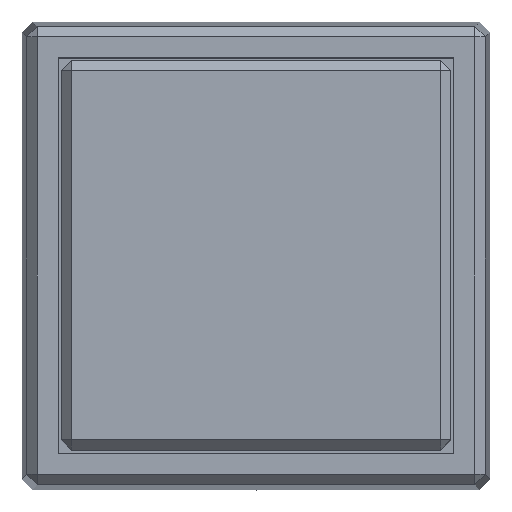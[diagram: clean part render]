
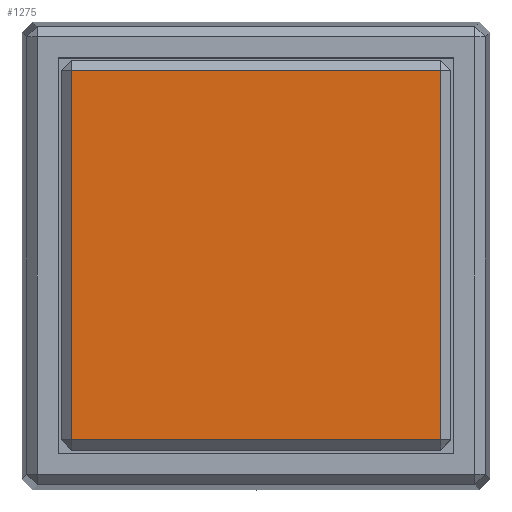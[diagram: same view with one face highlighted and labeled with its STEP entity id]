
A CAD part, top view. The second image highlights one B-rep face of the part: STEP entity #1275.
In plain terms, the highlighted planar face has unit normal (0, 0, 1).
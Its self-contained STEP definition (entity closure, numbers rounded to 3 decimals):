
#3 = EDGE_CURVE ( 'NONE', #3493, #3380, #3599, .T. ) ;
#56 = LINE ( 'NONE', #1244, #2612 ) ;
#212 = CARTESIAN_POINT ( 'NONE',  ( -3.55, 3.55, 9. ) ) ;
#343 = DIRECTION ( 'NONE',  ( 1., 0., 0. ) ) ;
#347 = VECTOR ( 'NONE', #3201, 1000. ) ;
#555 = EDGE_CURVE ( 'NONE', #2481, #3143, #876, .T. ) ;
#634 = PLANE ( 'NONE',  #2098 ) ;
#640 = EDGE_LOOP ( 'NONE', ( #3487, #3463, #3341, #3281 ) ) ;
#876 = LINE ( 'NONE', #2021, #347 ) ;
#967 = CARTESIAN_POINT ( 'NONE',  ( 0., -3.55, 9. ) ) ;
#1124 = CARTESIAN_POINT ( 'NONE',  ( 3.55, 0., 9. ) ) ;
#1202 = VECTOR ( 'NONE', #2268, 1000. ) ;
#1244 = CARTESIAN_POINT ( 'NONE',  ( -3.55, 0., 9. ) ) ;
#1275 = ADVANCED_FACE ( 'NONE', ( #3250 ), #634, .T. ) ;
#1529 = EDGE_CURVE ( 'NONE', #3143, #3493, #3755, .T. ) ;
#1699 = VECTOR ( 'NONE', #2117, 1000. ) ;
#1734 = CARTESIAN_POINT ( 'NONE',  ( -3.55, -3.55, 9. ) ) ;
#1790 = CARTESIAN_POINT ( 'NONE',  ( -3.55, -3.55, 9. ) ) ;
#2021 = CARTESIAN_POINT ( 'NONE',  ( 0., 3.55, 9. ) ) ;
#2098 = AXIS2_PLACEMENT_3D ( 'NONE', #1790, #2969, #343 ) ;
#2117 = DIRECTION ( 'NONE',  ( -1., 0., 0. ) ) ;
#2268 = DIRECTION ( 'NONE',  ( 0., -1., 0. ) ) ;
#2395 = DIRECTION ( 'NONE',  ( 0., 1., 0. ) ) ;
#2481 = VERTEX_POINT ( 'NONE', #212 ) ;
#2612 = VECTOR ( 'NONE', #2395, 1000. ) ;
#2969 = DIRECTION ( 'NONE',  ( 0., 0., 1. ) ) ;
#2990 = CARTESIAN_POINT ( 'NONE',  ( 3.55, -3.55, 9. ) ) ;
#3024 = CARTESIAN_POINT ( 'NONE',  ( 3.55, 3.55, 9. ) ) ;
#3143 = VERTEX_POINT ( 'NONE', #3024 ) ;
#3201 = DIRECTION ( 'NONE',  ( 1., 0., 0. ) ) ;
#3250 = FACE_OUTER_BOUND ( 'NONE', #640, .T. ) ;
#3281 = ORIENTED_EDGE ( 'NONE', *, *, #555, .F. ) ;
#3341 = ORIENTED_EDGE ( 'NONE', *, *, #1529, .F. ) ;
#3380 = VERTEX_POINT ( 'NONE', #1734 ) ;
#3463 = ORIENTED_EDGE ( 'NONE', *, *, #3, .F. ) ;
#3487 = ORIENTED_EDGE ( 'NONE', *, *, #3504, .F. ) ;
#3493 = VERTEX_POINT ( 'NONE', #2990 ) ;
#3504 = EDGE_CURVE ( 'NONE', #3380, #2481, #56, .T. ) ;
#3599 = LINE ( 'NONE', #967, #1699 ) ;
#3755 = LINE ( 'NONE', #1124, #1202 ) ;
